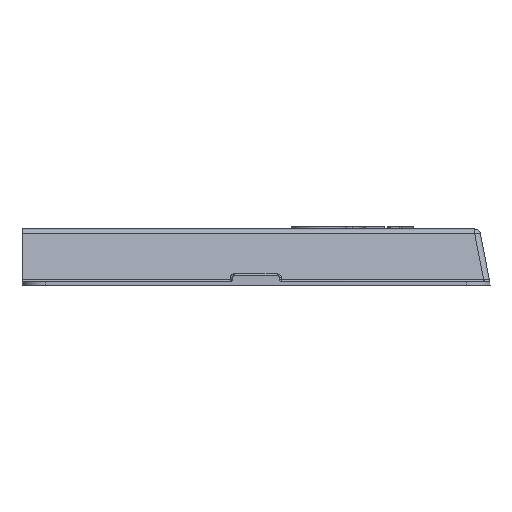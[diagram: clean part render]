
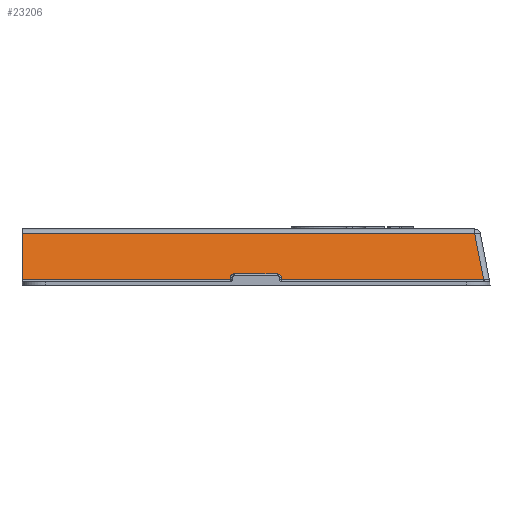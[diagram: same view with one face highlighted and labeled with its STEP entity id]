
A CAD part, left-side view. The second image highlights one B-rep face of the part: STEP entity #23206.
In plain terms, the highlighted planar face has unit normal (-0.982, 0, 0.191).
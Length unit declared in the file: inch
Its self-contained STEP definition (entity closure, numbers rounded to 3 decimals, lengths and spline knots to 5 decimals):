
#69 = CARTESIAN_POINT ( 'NONE',  ( -5.76225, -5.54608, 0.09133 ) ) ;
#127 = CARTESIAN_POINT ( 'NONE',  ( -5.76225, -4.45392, 0.0913 ) ) ;
#238 = ORIENTED_EDGE ( 'NONE', *, *, #19330, .T. ) ;
#424 = EDGE_CURVE ( 'NONE', #11877, #25128, #2841, .T. ) ;
#562 = CARTESIAN_POINT ( 'NONE',  ( -5.74765, 1.19149, 0.16641 ) ) ;
#623 = LINE ( 'NONE', #6661, #18912 ) ;
#866 = CARTESIAN_POINT ( 'NONE',  ( -5.75694, -4.46378, 0.11864 ) ) ;
#1027 = VECTOR ( 'NONE', #8280, 39.37008 ) ;
#1235 = PLANE ( 'NONE',  #7461 ) ;
#1379 = B_SPLINE_CURVE_WITH_KNOTS ( 'NONE', 3,
 ( #14694, #127, #18704, #866, #10040, #8441, #13943, #8837, #16771, #24668, #4803, #2563, #6890, #3918, #24413, #18441 ),
 .UNSPECIFIED., .F., .F.,
 ( 4, 2, 2, 2, 1, 1, 2, 2, 4 ),
 ( 0., 0.25, 0.375, 0.5, 0.625, 0.6875, 0.71875, 0.75, 1. ),
 .UNSPECIFIED. ) ;
#1382 = VECTOR ( 'NONE', #8526, 39.37008 ) ;
#1423 = ORIENTED_EDGE ( 'NONE', *, *, #18850, .T. ) ;
#1565 = ORIENTED_EDGE ( 'NONE', *, *, #11892, .T. ) ;
#1858 = ORIENTED_EDGE ( 'NONE', *, *, #17343, .F. ) ;
#2009 = CARTESIAN_POINT ( 'NONE',  ( -5.75406, -5.52713, 0.13346 ) ) ;
#2264 = CARTESIAN_POINT ( 'NONE',  ( -5.74824, -5.48002, 0.16339 ) ) ;
#2398 = CARTESIAN_POINT ( 'NONE',  ( -5.75172, -5.51435, 0.14547 ) ) ;
#2563 = CARTESIAN_POINT ( 'NONE',  ( -5.74907, -4.50792, 0.15912 ) ) ;
#2841 = LINE ( 'NONE', #8448, #5430 ) ;
#2916 = ORIENTED_EDGE ( 'NONE', *, *, #16255, .T. ) ;
#3014 = CARTESIAN_POINT ( 'NONE',  ( -5.77292, -4.452, 0.03641 ) ) ;
#3439 = LINE ( 'NONE', #19300, #18673 ) ;
#3918 = CARTESIAN_POINT ( 'NONE',  ( -5.74805, -4.52117, 0.16435 ) ) ;
#4185 = CARTESIAN_POINT ( 'NONE',  ( -5.58098, -9.67828, 1.02385 ) ) ;
#4507 = LINE ( 'NONE', #562, #1382 ) ;
#4803 = CARTESIAN_POINT ( 'NONE',  ( -5.7493, -4.50524, 0.15792 ) ) ;
#5430 = VECTOR ( 'NONE', #6380, 39.37008 ) ;
#5445 = FACE_OUTER_BOUND ( 'NONE', #8297, .T. ) ;
#5609 = EDGE_CURVE ( 'NONE', #16945, #24782, #4507, .T. ) ;
#5782 = B_SPLINE_CURVE_WITH_KNOTS ( 'NONE', 3,
 ( #10716, #18628, #8758, #2264, #8291, #16229, #19867, #24133, #6348, #14277, #2398, #14404, #2009, #9981, #17910, #69, #6087 ),
 .UNSPECIFIED., .F., .F.,
 ( 4, 1, 1, 2, 2, 1, 2, 2, 2, 4 ),
 ( 0., 0.125, 0.1875, 0.21875, 0.25, 0.375, 0.4375, 0.5, 0.75, 1. ),
 .UNSPECIFIED. ) ;
#5799 = VERTEX_POINT ( 'NONE', #19469 ) ;
#6087 = CARTESIAN_POINT ( 'NONE',  ( -5.76454, -5.54649, 0.07955 ) ) ;
#6348 = CARTESIAN_POINT ( 'NONE',  ( -5.75004, -5.50264, 0.15412 ) ) ;
#6380 = DIRECTION ( 'NONE',  ( 0.191, -0.034, 0.981 ) ) ;
#6470 = VERTEX_POINT ( 'NONE', #13936 ) ;
#6661 = CARTESIAN_POINT ( 'NONE',  ( -5.77292, 0., 0.03641 ) ) ;
#6793 = DIRECTION ( 'NONE',  ( 0.191, 0., 0.982 ) ) ;
#6890 = CARTESIAN_POINT ( 'NONE',  ( -5.74895, -4.50934, 0.15971 ) ) ;
#7461 = AXIS2_PLACEMENT_3D ( 'NONE', #15448, #21531, #13485 ) ;
#7571 = CARTESIAN_POINT ( 'NONE',  ( -5.76453, -4.45351, 0.07955 ) ) ;
#7641 = EDGE_CURVE ( 'NONE', #5799, #22436, #23144, .T. ) ;
#7736 = VECTOR ( 'NONE', #17537, 39.37008 ) ;
#7778 = DIRECTION ( 'NONE',  ( 0.187, 0.187, 0.964 ) ) ;
#7820 = VERTEX_POINT ( 'NONE', #20258 ) ;
#8280 = DIRECTION ( 'NONE',  ( -0.191, -0.034, -0.981 ) ) ;
#8291 = CARTESIAN_POINT ( 'NONE',  ( -5.74848, -5.48402, 0.16214 ) ) ;
#8297 = EDGE_LOOP ( 'NONE', ( #15055, #1565, #2916, #10173, #1423, #15693, #1858, #11261, #19794, #238 ) ) ;
#8441 = CARTESIAN_POINT ( 'NONE',  ( -5.75413, -4.4733, 0.13309 ) ) ;
#8448 = CARTESIAN_POINT ( 'NONE',  ( -5.57603, -4.48738, 1.04934 ) ) ;
#8526 = DIRECTION ( 'NONE',  ( 0., -1., 0. ) ) ;
#8758 = CARTESIAN_POINT ( 'NONE',  ( -5.7478, -5.47056, 0.16564 ) ) ;
#8837 = CARTESIAN_POINT ( 'NONE',  ( -5.7517, -4.48556, 0.14558 ) ) ;
#9306 = VECTOR ( 'NONE', #18696, 39.37008 ) ;
#9969 = LINE ( 'NONE', #17635, #1027 ) ;
#9981 = CARTESIAN_POINT ( 'NONE',  ( -5.7559, -5.53379, 0.12401 ) ) ;
#10040 = CARTESIAN_POINT ( 'NONE',  ( -5.75596, -4.46665, 0.12368 ) ) ;
#10173 = ORIENTED_EDGE ( 'NONE', *, *, #15946, .T. ) ;
#10716 = CARTESIAN_POINT ( 'NONE',  ( -5.74765, -5.45654, 0.16641 ) ) ;
#11261 = ORIENTED_EDGE ( 'NONE', *, *, #23571, .T. ) ;
#11807 = VERTEX_POINT ( 'NONE', #16696 ) ;
#11877 = VERTEX_POINT ( 'NONE', #3014 ) ;
#11892 = EDGE_CURVE ( 'NONE', #24782, #6470, #5782, .T. ) ;
#12997 = CARTESIAN_POINT ( 'NONE',  ( -5.77292, 1.19149, 0.03641 ) ) ;
#13485 = DIRECTION ( 'NONE',  ( 0.191, 0., 0.982 ) ) ;
#13936 = CARTESIAN_POINT ( 'NONE',  ( -5.76454, -5.54649, 0.07955 ) ) ;
#13943 = CARTESIAN_POINT ( 'NONE',  ( -5.75329, -4.47702, 0.13742 ) ) ;
#14277 = CARTESIAN_POINT ( 'NONE',  ( -5.75102, -5.50976, 0.14908 ) ) ;
#14404 = CARTESIAN_POINT ( 'NONE',  ( -5.7521, -5.51661, 0.14351 ) ) ;
#14694 = CARTESIAN_POINT ( 'NONE',  ( -5.76453, -4.45351, 0.07955 ) ) ;
#15055 = ORIENTED_EDGE ( 'NONE', *, *, #5609, .T. ) ;
#15448 = CARTESIAN_POINT ( 'NONE',  ( -5.78, 1.19149, 0. ) ) ;
#15673 = CARTESIAN_POINT ( 'NONE',  ( -5.74765, -4.54346, 0.16641 ) ) ;
#15693 = ORIENTED_EDGE ( 'NONE', *, *, #7641, .F. ) ;
#15946 = EDGE_CURVE ( 'NONE', #7820, #18260, #24537, .T. ) ;
#16229 = CARTESIAN_POINT ( 'NONE',  ( -5.74866, -5.48668, 0.16124 ) ) ;
#16255 = EDGE_CURVE ( 'NONE', #6470, #7820, #9969, .T. ) ;
#16481 = CARTESIAN_POINT ( 'NONE',  ( -5.77292, -9.87022, 0.03641 ) ) ;
#16696 = CARTESIAN_POINT ( 'NONE',  ( -5.77292, 0., 0.03641 ) ) ;
#16771 = CARTESIAN_POINT ( 'NONE',  ( -5.75065, -4.49243, 0.15098 ) ) ;
#16945 = VERTEX_POINT ( 'NONE', #15673 ) ;
#17343 = EDGE_CURVE ( 'NONE', #11807, #5799, #623, .T. ) ;
#17482 = DIRECTION ( 'NONE',  ( 0., -1., 0. ) ) ;
#17537 = DIRECTION ( 'NONE',  ( 0., -1., 0. ) ) ;
#17635 = CARTESIAN_POINT ( 'NONE',  ( -5.77292, -5.548, 0.03641 ) ) ;
#17899 = CARTESIAN_POINT ( 'NONE',  ( -5.77292, -9.87022, 0.03641 ) ) ;
#17910 = CARTESIAN_POINT ( 'NONE',  ( -5.76006, -5.54346, 0.10257 ) ) ;
#18260 = VERTEX_POINT ( 'NONE', #16481 ) ;
#18441 = CARTESIAN_POINT ( 'NONE',  ( -5.74765, -4.54346, 0.16641 ) ) ;
#18628 = CARTESIAN_POINT ( 'NONE',  ( -5.74765, -5.46221, 0.16641 ) ) ;
#18673 = VECTOR ( 'NONE', #17482, 39.37008 ) ;
#18696 = DIRECTION ( 'NONE',  ( 0., -1., 0. ) ) ;
#18704 = CARTESIAN_POINT ( 'NONE',  ( -5.76008, -4.45652, 0.1025 ) ) ;
#18850 = EDGE_CURVE ( 'NONE', #18260, #22436, #23866, .T. ) ;
#18912 = VECTOR ( 'NONE', #6793, 39.37008 ) ;
#19228 = CARTESIAN_POINT ( 'NONE',  ( -5.58098, 0.02571, 1.02385 ) ) ;
#19300 = CARTESIAN_POINT ( 'NONE',  ( -5.77292, 1.19149, 0.03641 ) ) ;
#19330 = EDGE_CURVE ( 'NONE', #25128, #16945, #1379, .T. ) ;
#19469 = CARTESIAN_POINT ( 'NONE',  ( -5.58098, 0., 1.02385 ) ) ;
#19794 = ORIENTED_EDGE ( 'NONE', *, *, #424, .T. ) ;
#19867 = CARTESIAN_POINT ( 'NONE',  ( -5.74875, -5.48793, 0.16078 ) ) ;
#20258 = CARTESIAN_POINT ( 'NONE',  ( -5.77292, -5.548, 0.03641 ) ) ;
#21531 = DIRECTION ( 'NONE',  ( -0.982, 0., 0.191 ) ) ;
#22436 = VERTEX_POINT ( 'NONE', #4185 ) ;
#23144 = LINE ( 'NONE', #19228, #7736 ) ;
#23206 = ADVANCED_FACE ( 'NONE', ( #5445 ), #1235, .T. ) ;
#23333 = CARTESIAN_POINT ( 'NONE',  ( -5.74765, -5.45654, 0.16641 ) ) ;
#23571 = EDGE_CURVE ( 'NONE', #11807, #11877, #3439, .T. ) ;
#23866 = LINE ( 'NONE', #17899, #25602 ) ;
#24133 = CARTESIAN_POINT ( 'NONE',  ( -5.74927, -5.49483, 0.15808 ) ) ;
#24413 = CARTESIAN_POINT ( 'NONE',  ( -5.74765, -4.5321, 0.16641 ) ) ;
#24537 = LINE ( 'NONE', #12997, #9306 ) ;
#24668 = CARTESIAN_POINT ( 'NONE',  ( -5.74967, -4.50127, 0.15602 ) ) ;
#24782 = VERTEX_POINT ( 'NONE', #23333 ) ;
#25128 = VERTEX_POINT ( 'NONE', #7571 ) ;
#25602 = VECTOR ( 'NONE', #7778, 39.37008 ) ;
